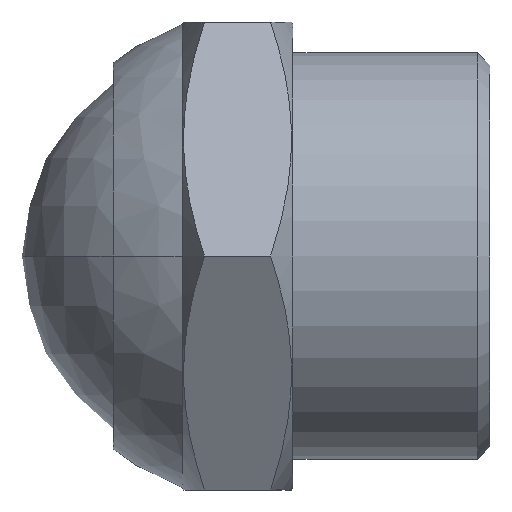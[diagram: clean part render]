
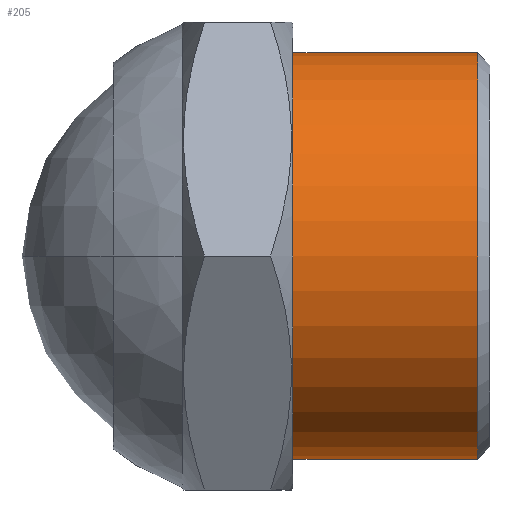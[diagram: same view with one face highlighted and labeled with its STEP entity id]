
A CAD part, left-side view. The second image highlights one B-rep face of the part: STEP entity #205.
In plain terms, the highlighted cylindrical face has radius 8.25 mm (diameter 16.5 mm), a partial arc.
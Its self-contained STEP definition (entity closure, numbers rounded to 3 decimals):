
#133 = VERTEX_POINT ( 'NONE', #486 ) ;
#134 = VERTEX_POINT ( 'NONE', #485 ) ;
#136 = EDGE_CURVE ( 'NONE', #134, #137, #484, .T. ) ;
#137 = VERTEX_POINT ( 'NONE', #480 ) ;
#140 = VERTEX_POINT ( 'NONE', #531 ) ;
#191 = ORIENTED_EDGE ( 'NONE', *, *, #192, .T. ) ;
#192 = EDGE_CURVE ( 'NONE', #134, #133, #772, .T. ) ;
#193 = ORIENTED_EDGE ( 'NONE', *, *, #234, .T. ) ;
#194 = ORIENTED_EDGE ( 'NONE', *, *, #204, .F. ) ;
#204 = EDGE_CURVE ( 'NONE', #137, #140, #742, .T. ) ;
#205 = ADVANCED_FACE ( 'NONE', ( #766 ), #762, .T. ) ;
#206 = EDGE_LOOP ( 'NONE', ( #207, #191, #193, #194 ) ) ;
#207 = ORIENTED_EDGE ( 'NONE', *, *, #136, .F. ) ;
#234 = EDGE_CURVE ( 'NONE', #133, #140, #893, .T. ) ;
#480 = CARTESIAN_POINT ( 'NONE',  ( 0., 0.5, 8.25 ) ) ;
#481 = DIRECTION ( 'NONE',  ( 0., -1., 0. ) ) ;
#482 = VECTOR ( 'NONE', #481, 1000. ) ;
#483 = CARTESIAN_POINT ( 'NONE',  ( 0., -4.927, 8.25 ) ) ;
#484 = LINE ( 'NONE', #483, #482 ) ;
#485 = CARTESIAN_POINT ( 'NONE',  ( 0., 8., 8.25 ) ) ;
#486 = CARTESIAN_POINT ( 'NONE',  ( 0., 8., -8.25 ) ) ;
#531 = CARTESIAN_POINT ( 'NONE',  ( 0., 0.5, -8.25 ) ) ;
#739 = DIRECTION ( 'NONE',  ( 0., 0., -1. ) ) ;
#740 = DIRECTION ( 'NONE',  ( 0., -1., 0. ) ) ;
#741 = AXIS2_PLACEMENT_3D ( 'NONE', #753, #740, #739 ) ;
#742 = CIRCLE ( 'NONE', #741, 8.25 ) ;
#753 = CARTESIAN_POINT ( 'NONE',  ( 0., 0.5, 0. ) ) ;
#760 = DIRECTION ( 'NONE',  ( 0., 0., -1. ) ) ;
#761 = DIRECTION ( 'NONE',  ( 0., -1., 0. ) ) ;
#762 = CYLINDRICAL_SURFACE ( 'NONE', #765, 8.25 ) ;
#764 = CARTESIAN_POINT ( 'NONE',  ( 0., -4.927, 0. ) ) ;
#765 = AXIS2_PLACEMENT_3D ( 'NONE', #764, #761, #760 ) ;
#766 = FACE_OUTER_BOUND ( 'NONE', #206, .T. ) ;
#768 = DIRECTION ( 'NONE',  ( 0., 0., -1. ) ) ;
#769 = DIRECTION ( 'NONE',  ( 0., -1., 0. ) ) ;
#770 = CARTESIAN_POINT ( 'NONE',  ( 0., 8., 0. ) ) ;
#771 = AXIS2_PLACEMENT_3D ( 'NONE', #770, #769, #768 ) ;
#772 = CIRCLE ( 'NONE', #771, 8.25 ) ;
#891 = VECTOR ( 'NONE', #976, 1000. ) ;
#892 = CARTESIAN_POINT ( 'NONE',  ( 0., -4.927, -8.25 ) ) ;
#893 = LINE ( 'NONE', #892, #891 ) ;
#976 = DIRECTION ( 'NONE',  ( 0., -1., 0. ) ) ;
